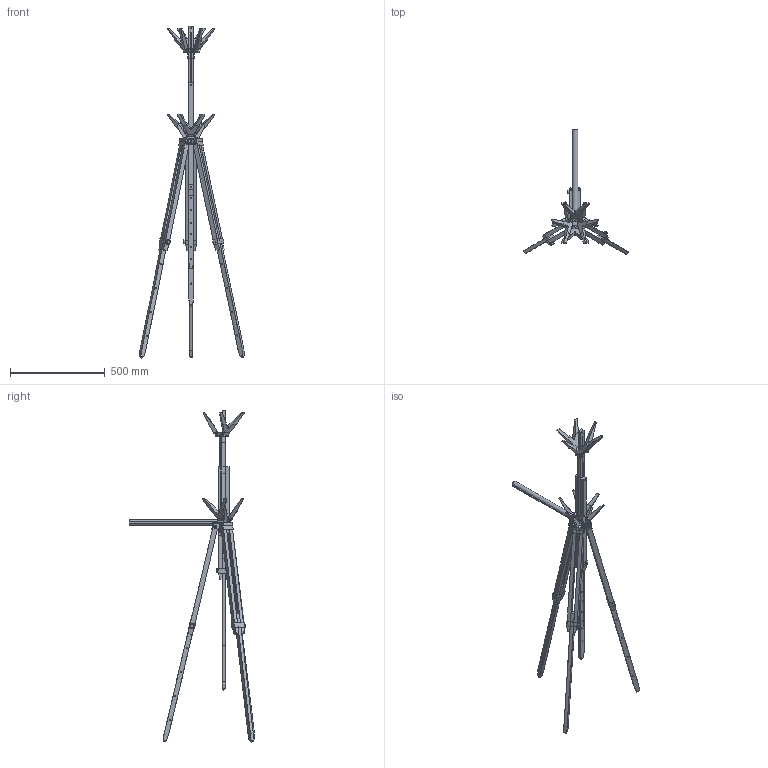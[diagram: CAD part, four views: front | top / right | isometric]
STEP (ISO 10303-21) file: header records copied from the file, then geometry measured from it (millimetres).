
FILE_DESCRIPTION( ( 'Unknown' ), '1' );
FILE_NAME( 'TRESPOLONE 2019_ASSIEME APPENDIABITI.stp', 'Unknown', ( 'Unknown' ), ( 'Unknown' ), 'PSStep 14.0', 'Unknown', ' ' );
FILE_SCHEMA( ( 'AUTOMOTIVE_DESIGN { 1 0 10303 214 1 1 1 1 }' ) );
Length unit declared in the file: millimetre
Products named in the file (33): assieme ragnetto superiore; TREPPIEDE-GAMBA COMPLETA; Assem1; ASSIEME RAGNETTO INFERIORE; TREPPIEDE -GAMBA LEGNO FINALE; ASSIEME TESTA APPENDIABITI; gamba centrale; gamba esterna destra; gamba esterna; distanziale gamba; ragnetto SUPERIORE; tubo per ragnetto superiore; STAFFA NUOVA RAGNETTO SUPERIORE; SPINA DI BLOCCAGGIO FEMMINA; SPINA DI BLOCCAGGIO MASCHIO; FASCETTA PER GAMBA; PERNO PER GAMBA; GOMMINO PIEDE; gancio nuovo; PIASTRINA TAPPO PER APPENDIABITI; vite per testa; PARTE INFERIORE IN LAMIERA; STAFFA NUOVA PER RAGNETTO INF; TRESPOLO_tubo centrale nuovo; TUBO IN MYLAR FRESATO; colonna; TAPPO PER GANCIO; GHIERETTA PER GANCIO; VITE FEMMINA GAMBA; VITE maschio GAMBA; ghiera superiore; GHIERA DI SICUREZZA ALLUMINIO; piastra tonda di sicurezza
Bounding box: 556.38 x 663.65 x 1754.72 mm (x, y, z)
Volume: 6892937 mm3; surface area: 1837393.9 mm2
Topology: 119 solids, 119 shells, 3968 faces, 10878 edges, 7206 vertices
Faces by surface type: cylinder 2702, plane 1144, cone 91, sphere 31
Full cylindrical faces by diameter (mm): 2.459 x10, 3 x33, 3.242 x4, 4 x11, 4.134 x3, 4.8 x5, 4.917 x4, 5 x50, 5.3 x5, 5.5 x20, 6 x63, 6.5 x23, 7.5 x12, 9 x15, 10 x14, 12 x13, 13 x6, 15 x2, 30 x4, 30.1 x2, 30.5 x5, 34 x9, 35 x7, 37 x5, 37.2 x3, 40 x2, 42 x3, 50 x2
Entity records: 51569 total; most frequent: CARTESIAN_POINT 15425, ORIENTED_EDGE 5760, DIRECTION 5489, EDGE_CURVE 2880, AXIS2_PLACEMENT_3D 2157, VERTEX_POINT 1963, EDGE_LOOP 1275, LINE 1175
